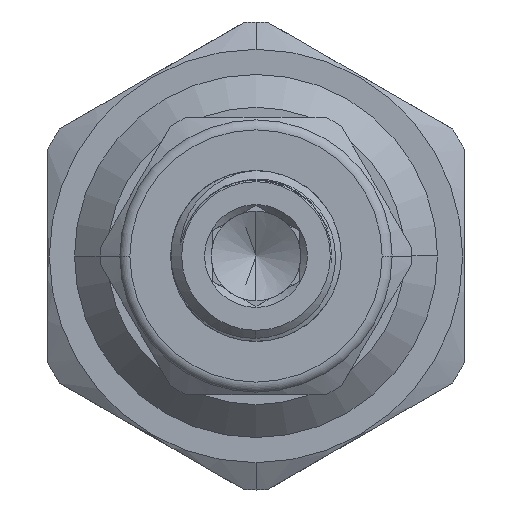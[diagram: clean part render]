
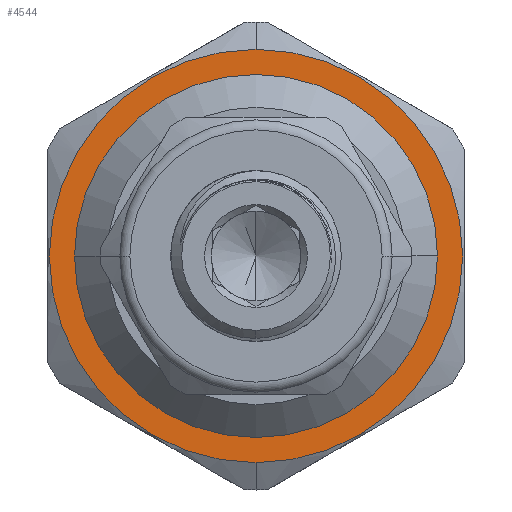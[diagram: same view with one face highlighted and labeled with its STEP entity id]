
A CAD part, front view. The second image highlights one B-rep face of the part: STEP entity #4544.
In plain terms, the highlighted planar face has unit normal (0, -1, 0).
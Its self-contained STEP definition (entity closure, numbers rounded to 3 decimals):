
#393 = CARTESIAN_POINT ( 'NONE',  ( -8.3, -35.195, 0. ) ) ;
#1106 = CIRCLE ( 'NONE', #6735, 9.45 ) ;
#1228 = CARTESIAN_POINT ( 'NONE',  ( 0., -35.195, 9.45 ) ) ;
#1419 = ORIENTED_EDGE ( 'NONE', *, *, #11797, .F. ) ;
#1508 = DIRECTION ( 'NONE',  ( 0., 0., -1. ) ) ;
#2314 = DIRECTION ( 'NONE',  ( 0., -1., 0. ) ) ;
#2328 = EDGE_CURVE ( 'NONE', #10768, #6358, #1106, .T. ) ;
#3035 = CIRCLE ( 'NONE', #6878, 8.3 ) ;
#3238 = ORIENTED_EDGE ( 'NONE', *, *, #4005, .F. ) ;
#4005 = EDGE_CURVE ( 'NONE', #6855, #11726, #10450, .T. ) ;
#4266 = CIRCLE ( 'NONE', #7766, 9.45 ) ;
#4315 = CARTESIAN_POINT ( 'NONE',  ( 0., -35.195, 0. ) ) ;
#4544 = ADVANCED_FACE ( 'NONE', ( #8367, #12095 ), #11421, .T. ) ;
#5375 = CARTESIAN_POINT ( 'NONE',  ( 8.3, -35.195, 0. ) ) ;
#5471 = DIRECTION ( 'NONE',  ( 0., -1., 0. ) ) ;
#5775 = CARTESIAN_POINT ( 'NONE',  ( 0., -35.195, 0. ) ) ;
#5885 = ORIENTED_EDGE ( 'NONE', *, *, #2328, .T. ) ;
#5947 = CARTESIAN_POINT ( 'NONE',  ( 0., -35.195, -9.45 ) ) ;
#6358 = VERTEX_POINT ( 'NONE', #1228 ) ;
#6438 = DIRECTION ( 'NONE',  ( 0., 0., -1. ) ) ;
#6735 = AXIS2_PLACEMENT_3D ( 'NONE', #12201, #7177, #8319 ) ;
#6855 = VERTEX_POINT ( 'NONE', #393 ) ;
#6878 = AXIS2_PLACEMENT_3D ( 'NONE', #5775, #2314, #8941 ) ;
#7177 = DIRECTION ( 'NONE',  ( 0., -1., 0. ) ) ;
#7624 = DIRECTION ( 'NONE',  ( 0., -1., 0. ) ) ;
#7766 = AXIS2_PLACEMENT_3D ( 'NONE', #11997, #5471, #12974 ) ;
#8319 = DIRECTION ( 'NONE',  ( 0., 0., -1. ) ) ;
#8367 = FACE_BOUND ( 'NONE', #13636, .T. ) ;
#8941 = DIRECTION ( 'NONE',  ( 0., 0., -1. ) ) ;
#9510 = AXIS2_PLACEMENT_3D ( 'NONE', #10370, #12492, #1508 ) ;
#9681 = EDGE_CURVE ( 'NONE', #6358, #10768, #4266, .T. ) ;
#9840 = ORIENTED_EDGE ( 'NONE', *, *, #9681, .T. ) ;
#10370 = CARTESIAN_POINT ( 'NONE',  ( -23.681, -35.195, 0. ) ) ;
#10450 = CIRCLE ( 'NONE', #12018, 8.3 ) ;
#10768 = VERTEX_POINT ( 'NONE', #5947 ) ;
#11421 = PLANE ( 'NONE',  #9510 ) ;
#11726 = VERTEX_POINT ( 'NONE', #5375 ) ;
#11797 = EDGE_CURVE ( 'NONE', #11726, #6855, #3035, .T. ) ;
#11997 = CARTESIAN_POINT ( 'NONE',  ( 0., -35.195, 0. ) ) ;
#12018 = AXIS2_PLACEMENT_3D ( 'NONE', #4315, #7624, #6438 ) ;
#12095 = FACE_OUTER_BOUND ( 'NONE', #13021, .T. ) ;
#12201 = CARTESIAN_POINT ( 'NONE',  ( 0., -35.195, 0. ) ) ;
#12492 = DIRECTION ( 'NONE',  ( 0., -1., 0. ) ) ;
#12974 = DIRECTION ( 'NONE',  ( 0., 0., -1. ) ) ;
#13021 = EDGE_LOOP ( 'NONE', ( #9840, #5885 ) ) ;
#13636 = EDGE_LOOP ( 'NONE', ( #1419, #3238 ) ) ;
